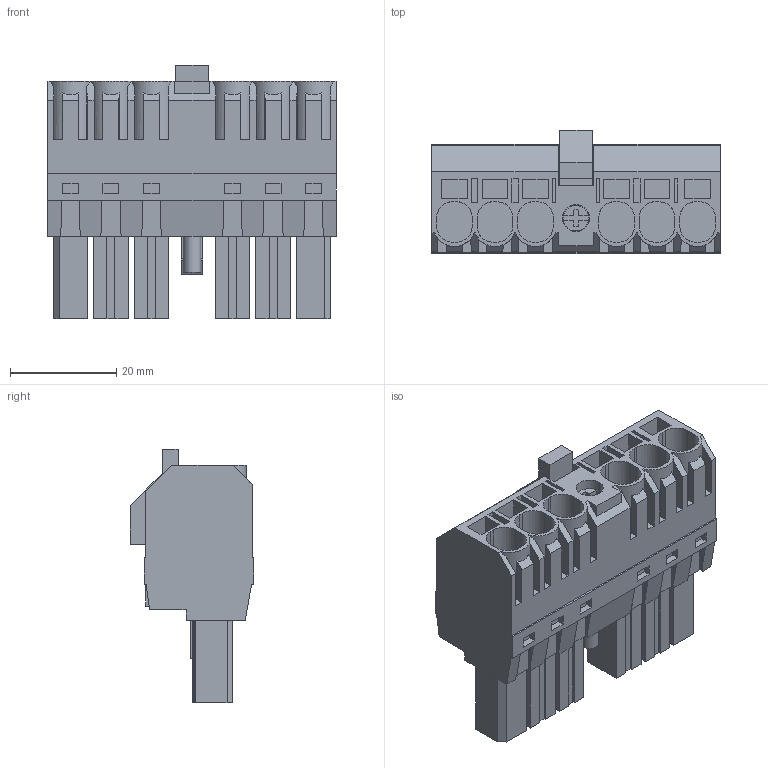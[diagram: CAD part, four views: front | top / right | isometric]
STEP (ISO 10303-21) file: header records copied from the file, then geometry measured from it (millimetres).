
FILE_DESCRIPTION(('CATIA V5 STEP Exchange','CAx-IF Rec.Pracs.--- Model Styling and Organization---1.4--- 2014-01-23'),'2;1');
FILE_NAME ('D1447952_1_1060700000_1060700000.stp','2023-09-07T12:49:15+00:00',('none'),('Weidmueller'),'CATIA Version 5-6 Release 2016 SP3 HF44','CATIA V5 STEP AP214','none');
FILE_SCHEMA(('AUTOMOTIVE_DESIGN { 1 0 10303 214 1 1 1 1 }'));
Length unit declared in the file: millimetre
Products named in the file (1): 1060700000
Bounding box: 54.24 x 23.2 x 47.7 mm (x, y, z)
Volume: 29831.3 mm3; surface area: 14499.1 mm2
Topology: 3 solids, 3 shells, 611 faces, 1750 edges, 1189 vertices
Faces by surface type: plane 571, cylinder 40
Entity records: 18998 total; most frequent: CARTESIAN_POINT 3749, ORIENTED_EDGE 3500, DIRECTION 2540, EDGE_CURVE 1750, VECTOR 1642, LINE 1642, VERTEX_POINT 1189, EDGE_LOOP 657
